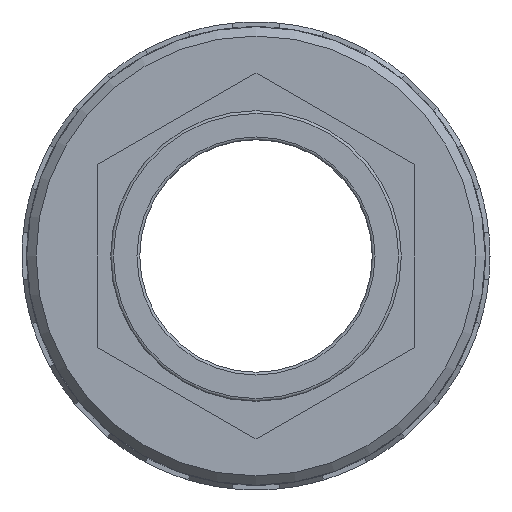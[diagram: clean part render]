
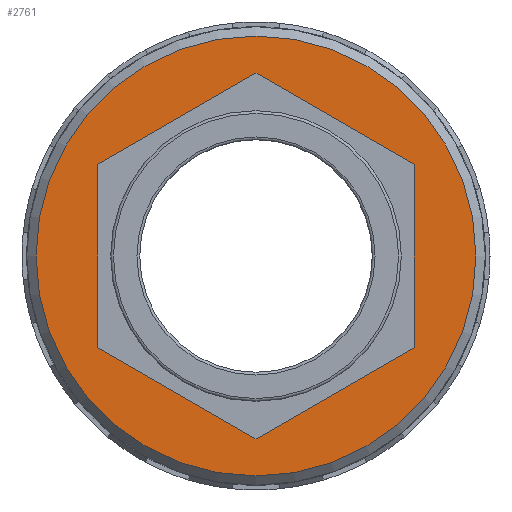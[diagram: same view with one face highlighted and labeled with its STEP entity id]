
A CAD part, left-side view. The second image highlights one B-rep face of the part: STEP entity #2761.
In plain terms, the highlighted planar face has unit normal (-1, 0, 0).
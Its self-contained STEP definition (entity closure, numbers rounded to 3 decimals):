
#66=FACE_BOUND('',#539,.T.);
#229=CIRCLE('',#3044,45.12);
#375=FACE_OUTER_BOUND('',#538,.T.);
#538=EDGE_LOOP('',(#2506));
#539=EDGE_LOOP('',(#2507,#2508,#2509,#2510,#2511,#2512));
#552=LINE('',#3895,#810);
#556=LINE('',#3903,#814);
#559=LINE('',#3910,#817);
#563=LINE('',#3918,#821);
#566=LINE('',#3923,#824);
#568=LINE('',#3926,#826);
#810=VECTOR('',#3061,37.528);
#814=VECTOR('',#3067,37.528);
#817=VECTOR('',#3072,37.528);
#821=VECTOR('',#3078,37.528);
#824=VECTOR('',#3083,37.528);
#826=VECTOR('',#3087,37.528);
#1068=VERTEX_POINT('',#3893);
#1069=VERTEX_POINT('',#3894);
#1072=VERTEX_POINT('',#3902);
#1074=VERTEX_POINT('',#3908);
#1075=VERTEX_POINT('',#3909);
#1078=VERTEX_POINT('',#3917);
#1334=VERTEX_POINT('',#4690);
#1339=EDGE_CURVE('',#1068,#1069,#552,.T.);
#1343=EDGE_CURVE('',#1072,#1068,#556,.T.);
#1346=EDGE_CURVE('',#1074,#1075,#559,.T.);
#1350=EDGE_CURVE('',#1078,#1074,#563,.T.);
#1353=EDGE_CURVE('',#1069,#1078,#566,.T.);
#1355=EDGE_CURVE('',#1075,#1072,#568,.T.);
#1731=EDGE_CURVE('',#1334,#1334,#229,.T.);
#2506=ORIENTED_EDGE('',*,*,#1731,.F.);
#2507=ORIENTED_EDGE('',*,*,#1343,.T.);
#2508=ORIENTED_EDGE('',*,*,#1339,.T.);
#2509=ORIENTED_EDGE('',*,*,#1353,.T.);
#2510=ORIENTED_EDGE('',*,*,#1350,.T.);
#2511=ORIENTED_EDGE('',*,*,#1346,.T.);
#2512=ORIENTED_EDGE('',*,*,#1355,.T.);
#2615=PLANE('',#3046);
#2761=ADVANCED_FACE('',(#375,#66),#2615,.T.);
#3044=AXIS2_PLACEMENT_3D('',#4691,#3865,#3866);
#3046=AXIS2_PLACEMENT_3D('',#4693,#3869,#3870);
#3061=DIRECTION('',(0.,-0.866,-0.5));
#3067=DIRECTION('',(0.,-0.866,0.5));
#3072=DIRECTION('',(0.,0.866,0.5));
#3078=DIRECTION('',(0.,0.866,-0.5));
#3083=DIRECTION('',(0.,0.,-1.));
#3087=DIRECTION('',(0.,0.,1.));
#3865=DIRECTION('center_axis',(1.,0.,0.));
#3866=DIRECTION('ref_axis',(0.,1.,0.));
#3869=DIRECTION('center_axis',(-1.,0.,0.));
#3870=DIRECTION('ref_axis',(0.,0.,1.));
#3893=CARTESIAN_POINT('',(-10.,0.,37.528));
#3894=CARTESIAN_POINT('',(-10.,-32.5,18.764));
#3895=CARTESIAN_POINT('',(-10.,-20.313,25.8));
#3902=CARTESIAN_POINT('',(-10.,32.5,18.764));
#3903=CARTESIAN_POINT('',(-10.,12.188,30.491));
#3908=CARTESIAN_POINT('',(-10.,0.,-37.528));
#3909=CARTESIAN_POINT('',(-10.,32.5,-18.764));
#3910=CARTESIAN_POINT('',(-10.,-4.063,-39.873));
#3917=CARTESIAN_POINT('',(-10.,-32.5,-18.764));
#3918=CARTESIAN_POINT('',(-10.,-36.563,-16.418));
#3923=CARTESIAN_POINT('',(-10.,-32.5,9.382));
#3926=CARTESIAN_POINT('',(-10.,32.5,0.));
#4690=CARTESIAN_POINT('',(-10.,-45.12,0.));
#4691=CARTESIAN_POINT('Origin',(-10.,0.,0.));
#4693=CARTESIAN_POINT('Origin',(-10.,-32.5,0.));
